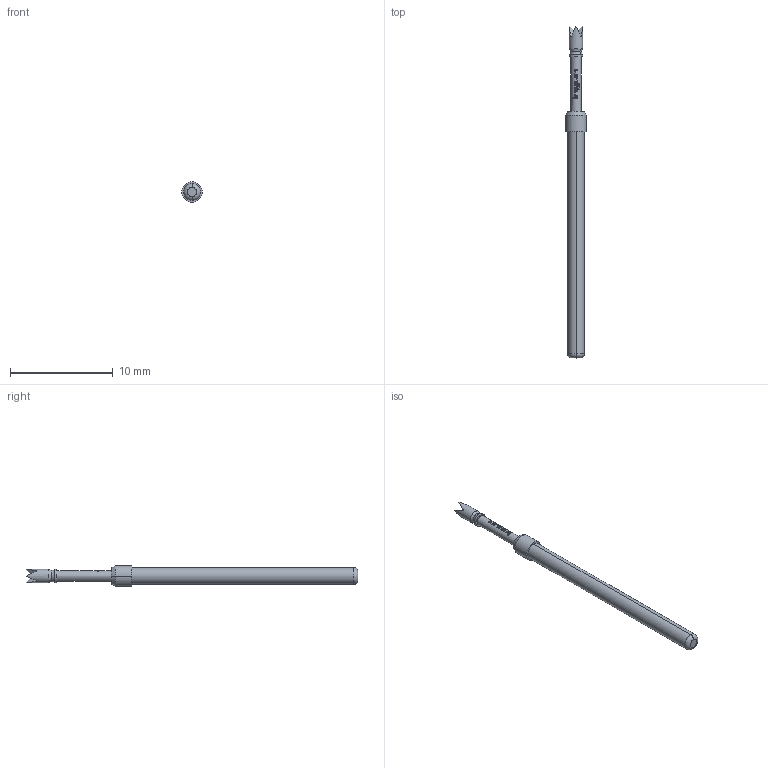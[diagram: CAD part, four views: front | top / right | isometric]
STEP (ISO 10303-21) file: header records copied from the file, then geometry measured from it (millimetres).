
FILE_DESCRIPTION (( 'STEP AP203' ), '1' );
FILE_NAME ('INGUN_BCP-118_314_130_A_xx02.STEP', '2024-04-02T09:41:27', ( '' ), ( '' ), 'SwSTEP 2.0', 'SolidWorks 2021', '' );
FILE_SCHEMA (( 'CONFIG_CONTROL_DESIGN' ));
Length unit declared in the file: millimetre
Products named in the file (1): INGUN_BCP-118_314_130_A_xx02
Bounding box: 2 x 32.3 x 2 mm (x, y, z)
Volume: 60.1 mm3; surface area: 160.6 mm2
Topology: 1 solids, 1 shells, 98 faces, 244 edges, 157 vertices
Faces by surface type: plane 52, bspline 22, cylinder 16, torus 6, cone 2
Entity records: 3241 total; most frequent: CARTESIAN_POINT 1024, ORIENTED_EDGE 488, DIRECTION 374, EDGE_CURVE 244, VERTEX_POINT 157, AXIS2_PLACEMENT_3D 147, EDGE_LOOP 107, ADVANCED_FACE 98
